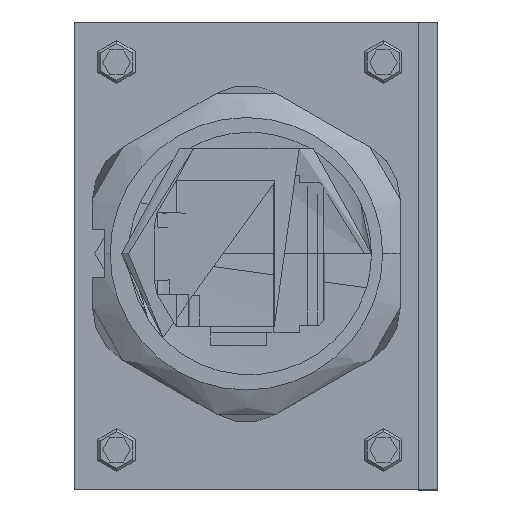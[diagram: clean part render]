
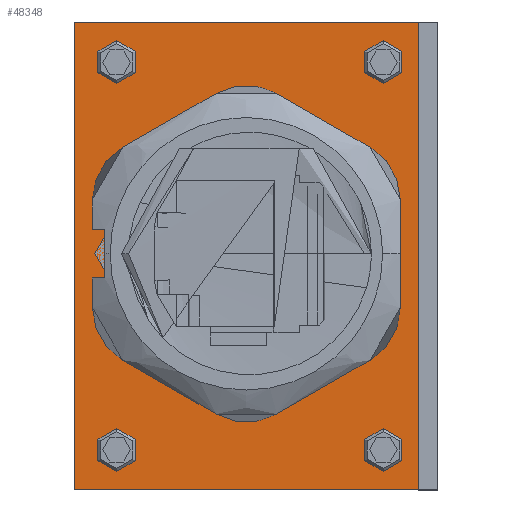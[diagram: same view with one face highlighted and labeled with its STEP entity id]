
A CAD part, left-side view. The second image highlights one B-rep face of the part: STEP entity #48348.
In plain terms, the highlighted planar face has unit normal (-1, 0, 0).
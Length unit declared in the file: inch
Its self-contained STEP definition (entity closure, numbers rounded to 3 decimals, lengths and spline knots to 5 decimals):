
#1100 = DIRECTION ( 'NONE',  ( 0., 0., 1. ) ) ;
#1204 = DIRECTION ( 'NONE',  ( 0., 0., 1. ) ) ;
#1363 = EDGE_CURVE ( 'NONE', #21689, #16000, #64662, .T. ) ;
#3995 = EDGE_CURVE ( 'NONE', #45921, #60994, #19723, .T. ) ;
#4445 = ORIENTED_EDGE ( 'NONE', *, *, #29293, .T. ) ;
#4851 = DIRECTION ( 'NONE',  ( 0., 0., 1. ) ) ;
#6241 = CIRCLE ( 'NONE', #28844, 0.07 ) ;
#6395 = VECTOR ( 'NONE', #13649, 39.37008 ) ;
#6517 = CARTESIAN_POINT ( 'NONE',  ( -2.4247, 1.16142, 0.75984 ) ) ;
#6953 = CARTESIAN_POINT ( 'NONE',  ( -2.4247, 1.02362, 0.69992 ) ) ;
#8205 = ORIENTED_EDGE ( 'NONE', *, *, #1363, .T. ) ;
#8458 = FACE_BOUND ( 'NONE', #32800, .T. ) ;
#9625 = CARTESIAN_POINT ( 'NONE',  ( -2.4247, 1.02362, 0.55992 ) ) ;
#9794 = ORIENTED_EDGE ( 'NONE', *, *, #32527, .T. ) ;
#10086 = AXIS2_PLACEMENT_3D ( 'NONE', #26101, #36698, #4851 ) ;
#11187 = EDGE_LOOP ( 'NONE', ( #28359, #60416, #36268, #9794 ) ) ;
#12271 = VERTEX_POINT ( 'NONE', #6953 ) ;
#12732 = ORIENTED_EDGE ( 'NONE', *, *, #33389, .T. ) ;
#12748 = VERTEX_POINT ( 'NONE', #57094 ) ;
#12896 = CARTESIAN_POINT ( 'NONE',  ( -2.4247, 0.15748, 0.62992 ) ) ;
#13649 = DIRECTION ( 'NONE',  ( 0., 1., 0. ) ) ;
#13918 = AXIS2_PLACEMENT_3D ( 'NONE', #33928, #40296, #55513 ) ;
#16000 = VERTEX_POINT ( 'NONE', #69115 ) ;
#16317 = VERTEX_POINT ( 'NONE', #9625 ) ;
#16799 = VECTOR ( 'NONE', #46695, 39.37008 ) ;
#19084 = FACE_OUTER_BOUND ( 'NONE', #11187, .T. ) ;
#19723 = CIRCLE ( 'NONE', #53554, 0.07 ) ;
#19757 = DIRECTION ( 'NONE',  ( 0., 0., 1. ) ) ;
#20753 = VECTOR ( 'NONE', #21463, 39.37008 ) ;
#21253 = CIRCLE ( 'NONE', #31465, 0.07 ) ;
#21463 = DIRECTION ( 'NONE',  ( 0., 1., 0. ) ) ;
#21651 = CARTESIAN_POINT ( 'NONE',  ( -2.4247, 1.02362, 0.62992 ) ) ;
#21689 = VERTEX_POINT ( 'NONE', #51484 ) ;
#22363 = DIRECTION ( 'NONE',  ( 0., 0., -1. ) ) ;
#23583 = LINE ( 'NONE', #40523, #6395 ) ;
#25143 = CARTESIAN_POINT ( 'NONE',  ( -2.4247, 1.16142, 0.75984 ) ) ;
#25745 = CARTESIAN_POINT ( 'NONE',  ( -2.4247, 1.02362, -0.62992 ) ) ;
#26101 = CARTESIAN_POINT ( 'NONE',  ( -2.4247, 1.02362, 0.62992 ) ) ;
#26105 = CARTESIAN_POINT ( 'NONE',  ( -2.4247, 0.15748, 0.69992 ) ) ;
#27556 = AXIS2_PLACEMENT_3D ( 'NONE', #37060, #37760, #59331 ) ;
#27670 = LINE ( 'NONE', #49217, #58333 ) ;
#27946 = VERTEX_POINT ( 'NONE', #52252 ) ;
#28185 = EDGE_CURVE ( 'NONE', #27946, #58374, #23583, .T. ) ;
#28201 = ORIENTED_EDGE ( 'NONE', *, *, #54234, .T. ) ;
#28359 = ORIENTED_EDGE ( 'NONE', *, *, #59512, .F. ) ;
#28360 = DIRECTION ( 'NONE',  ( 1., 0., 0. ) ) ;
#28383 = DIRECTION ( 'NONE',  ( 0., 0., 1. ) ) ;
#28583 = ORIENTED_EDGE ( 'NONE', *, *, #57910, .T. ) ;
#28844 = AXIS2_PLACEMENT_3D ( 'NONE', #66547, #44297, #28383 ) ;
#29293 = EDGE_CURVE ( 'NONE', #60994, #45921, #21253, .T. ) ;
#31465 = AXIS2_PLACEMENT_3D ( 'NONE', #63516, #57875, #62474 ) ;
#32090 = LINE ( 'NONE', #63899, #20753 ) ;
#32527 = EDGE_CURVE ( 'NONE', #58374, #68964, #51999, .T. ) ;
#32800 = EDGE_LOOP ( 'NONE', ( #28201, #8205 ) ) ;
#33389 = EDGE_CURVE ( 'NONE', #12271, #16317, #34976, .T. ) ;
#33750 = DIRECTION ( 'NONE',  ( 1., 0., 0. ) ) ;
#33928 = CARTESIAN_POINT ( 'NONE',  ( -2.4247, 0.15748, -0.62992 ) ) ;
#34603 = CIRCLE ( 'NONE', #43633, 0.07 ) ;
#34976 = CIRCLE ( 'NONE', #10086, 0.07 ) ;
#36121 = CARTESIAN_POINT ( 'NONE',  ( -2.4247, 1.16142, -0.75984 ) ) ;
#36268 = ORIENTED_EDGE ( 'NONE', *, *, #28185, .T. ) ;
#36698 = DIRECTION ( 'NONE',  ( 1., 0., 0. ) ) ;
#37060 = CARTESIAN_POINT ( 'NONE',  ( -2.4247, 0.15748, -0.62992 ) ) ;
#37552 = AXIS2_PLACEMENT_3D ( 'NONE', #25745, #52950, #19757 ) ;
#37760 = DIRECTION ( 'NONE',  ( 1., 0., 0. ) ) ;
#40296 = DIRECTION ( 'NONE',  ( 1., 0., 0. ) ) ;
#40523 = CARTESIAN_POINT ( 'NONE',  ( -2.4247, 0.04281, 0.75984 ) ) ;
#40665 = PLANE ( 'NONE',  #47768 ) ;
#41072 = CARTESIAN_POINT ( 'NONE',  ( -2.4247, 0.04281, -0.75984 ) ) ;
#42275 = CARTESIAN_POINT ( 'NONE',  ( -2.4247, 0.15748, 0.55992 ) ) ;
#42432 = EDGE_LOOP ( 'NONE', ( #28583, #51366 ) ) ;
#43633 = AXIS2_PLACEMENT_3D ( 'NONE', #21651, #28360, #1100 ) ;
#44297 = DIRECTION ( 'NONE',  ( 1., 0., 0. ) ) ;
#44834 = ORIENTED_EDGE ( 'NONE', *, *, #64359, .T. ) ;
#44930 = VERTEX_POINT ( 'NONE', #48446 ) ;
#45921 = VERTEX_POINT ( 'NONE', #26105 ) ;
#46653 = DIRECTION ( 'NONE',  ( 0., 0., 1. ) ) ;
#46676 = CIRCLE ( 'NONE', #13918, 0.07 ) ;
#46695 = DIRECTION ( 'NONE',  ( 0., 0., -1. ) ) ;
#47768 = AXIS2_PLACEMENT_3D ( 'NONE', #62208, #61515, #46653 ) ;
#48348 = ADVANCED_FACE ( 'NONE', ( #56935, #8458, #52301, #51957, #19084 ), #40665, .F. ) ;
#48446 = CARTESIAN_POINT ( 'NONE',  ( -2.4247, 0.15748, -0.69992 ) ) ;
#49217 = CARTESIAN_POINT ( 'NONE',  ( -2.4247, 0.04281, 0.75984 ) ) ;
#51366 = ORIENTED_EDGE ( 'NONE', *, *, #56714, .T. ) ;
#51484 = CARTESIAN_POINT ( 'NONE',  ( -2.4247, 1.02362, -0.69992 ) ) ;
#51957 = FACE_BOUND ( 'NONE', #51971, .T. ) ;
#51971 = EDGE_LOOP ( 'NONE', ( #12732, #44834 ) ) ;
#51999 = LINE ( 'NONE', #25143, #16799 ) ;
#52252 = CARTESIAN_POINT ( 'NONE',  ( -2.4247, 0.04281, 0.75984 ) ) ;
#52301 = FACE_BOUND ( 'NONE', #56492, .T. ) ;
#52457 = VERTEX_POINT ( 'NONE', #41072 ) ;
#52950 = DIRECTION ( 'NONE',  ( 1., 0., 0. ) ) ;
#53554 = AXIS2_PLACEMENT_3D ( 'NONE', #12896, #33750, #1204 ) ;
#54234 = EDGE_CURVE ( 'NONE', #16000, #21689, #6241, .T. ) ;
#55513 = DIRECTION ( 'NONE',  ( 0., 0., 1. ) ) ;
#56492 = EDGE_LOOP ( 'NONE', ( #58433, #4445 ) ) ;
#56714 = EDGE_CURVE ( 'NONE', #44930, #12748, #46676, .T. ) ;
#56935 = FACE_BOUND ( 'NONE', #42432, .T. ) ;
#57094 = CARTESIAN_POINT ( 'NONE',  ( -2.4247, 0.15748, -0.55992 ) ) ;
#57875 = DIRECTION ( 'NONE',  ( 1., 0., 0. ) ) ;
#57910 = EDGE_CURVE ( 'NONE', #12748, #44930, #58034, .T. ) ;
#58034 = CIRCLE ( 'NONE', #27556, 0.07 ) ;
#58333 = VECTOR ( 'NONE', #22363, 39.37008 ) ;
#58374 = VERTEX_POINT ( 'NONE', #6517 ) ;
#58433 = ORIENTED_EDGE ( 'NONE', *, *, #3995, .T. ) ;
#59331 = DIRECTION ( 'NONE',  ( 0., 0., 1. ) ) ;
#59512 = EDGE_CURVE ( 'NONE', #52457, #68964, #32090, .T. ) ;
#60416 = ORIENTED_EDGE ( 'NONE', *, *, #64443, .F. ) ;
#60994 = VERTEX_POINT ( 'NONE', #42275 ) ;
#61515 = DIRECTION ( 'NONE',  ( 1., 0., 0. ) ) ;
#62208 = CARTESIAN_POINT ( 'NONE',  ( -2.4247, 0.04281, 0.75984 ) ) ;
#62474 = DIRECTION ( 'NONE',  ( 0., 0., 1. ) ) ;
#63516 = CARTESIAN_POINT ( 'NONE',  ( -2.4247, 0.15748, 0.62992 ) ) ;
#63899 = CARTESIAN_POINT ( 'NONE',  ( -2.4247, 0.04281, -0.75984 ) ) ;
#64359 = EDGE_CURVE ( 'NONE', #16317, #12271, #34603, .T. ) ;
#64443 = EDGE_CURVE ( 'NONE', #27946, #52457, #27670, .T. ) ;
#64662 = CIRCLE ( 'NONE', #37552, 0.07 ) ;
#66547 = CARTESIAN_POINT ( 'NONE',  ( -2.4247, 1.02362, -0.62992 ) ) ;
#68964 = VERTEX_POINT ( 'NONE', #36121 ) ;
#69115 = CARTESIAN_POINT ( 'NONE',  ( -2.4247, 1.02362, -0.55992 ) ) ;
